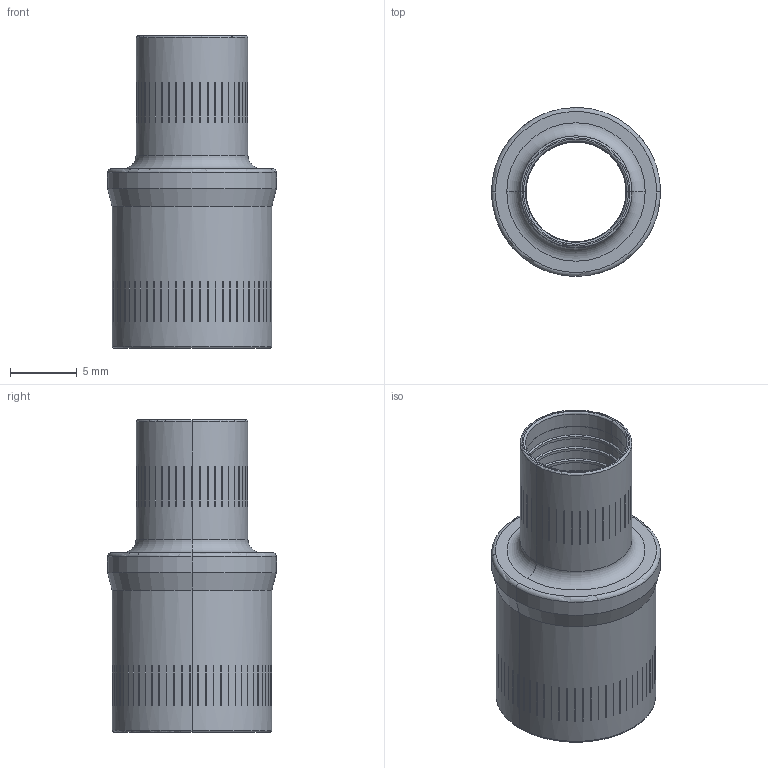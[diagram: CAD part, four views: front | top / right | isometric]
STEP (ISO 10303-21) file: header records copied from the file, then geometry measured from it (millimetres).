
FILE_DESCRIPTION(('CATIA V5 STEP Exchange','CAx-IF Rec.Pracs.--- Model Styling and Organization---1.4--- 2014-01-23'),'2;1');
FILE_NAME ('246861-2_2', '2018-12-04T14:03:24+00:00', ('none'), ('Weidmueller'), 'CATIA Version 5-6 Release 2016 SP3 HF44', 'CATIA V5 STEP AP214', 'none');
FILE_SCHEMA(('AUTOMOTIVE_DESIGN { 1 0 10303 214 1 1 1 1 }'));
Length unit declared in the file: millimetre
Products named in the file (1): 2566060000
Bounding box: 12.7 x 12.7 x 23.5 mm (x, y, z)
Volume: 468.4 mm3; surface area: 1577.7 mm2
Topology: 1 solids, 1 shells, 503 faces, 1119 edges, 730 vertices
Faces by surface type: plane 437, cylinder 34, cone 16, torus 16
Entity records: 13838 total; most frequent: CARTESIAN_POINT 2655, ORIENTED_EDGE 2238, DIRECTION 2106, EDGE_CURVE 1119, AXIS2_PLACEMENT_3D 803, VECTOR 801, LINE 801, VERTEX_POINT 730
